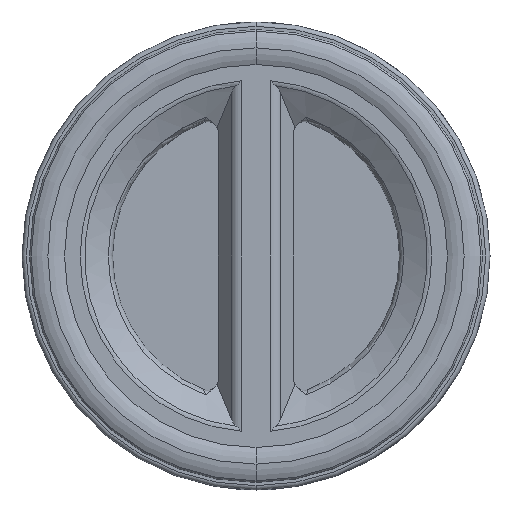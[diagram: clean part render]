
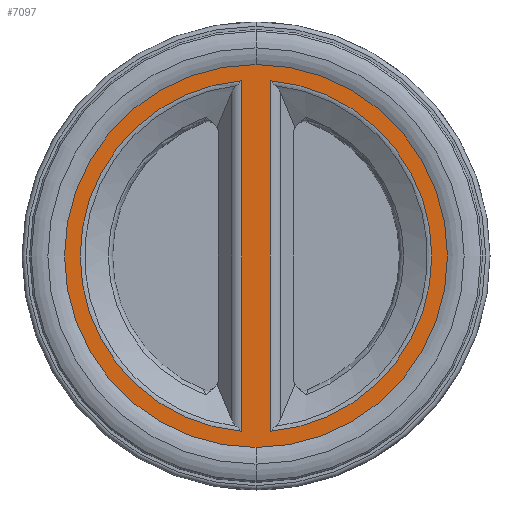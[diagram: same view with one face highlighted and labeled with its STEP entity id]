
A CAD part, front view. The second image highlights one B-rep face of the part: STEP entity #7097.
In plain terms, the highlighted planar face has unit normal (0, -1, 0).
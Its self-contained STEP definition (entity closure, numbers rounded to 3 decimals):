
#243 = VECTOR ( 'NONE', #38028, 1000. ) ;
#2476 = LINE ( 'NONE', #2477, #41012 ) ;
#2477 = CARTESIAN_POINT ( 'NONE',  ( 6.628, -78., -500000. ) ) ;
#2478 = DIRECTION ( 'NONE',  ( 0., 0., 1. ) ) ;
#2608 = CARTESIAN_POINT ( 'NONE',  ( -6.628, -78., 81.256 ) ) ;
#2729 = CARTESIAN_POINT ( 'NONE',  ( -6.628, -78., -81.256 ) ) ;
#2829 = EDGE_LOOP ( 'NONE', ( #26027, #26028 ) ) ;
#2910 = CARTESIAN_POINT ( 'NONE',  ( 6.628, -78., 81.256 ) ) ;
#2938 = CARTESIAN_POINT ( 'NONE',  ( 6.628, -78., -81.256 ) ) ;
#2992 = CARTESIAN_POINT ( 'NONE',  ( 0., -78., 88.78 ) ) ;
#2994 = EDGE_LOOP ( 'NONE', ( #26033, #26031 ) ) ;
#3076 = CARTESIAN_POINT ( 'NONE',  ( 0., -78., -88.78 ) ) ;
#3225 = EDGE_LOOP ( 'NONE', ( #26029, #26030 ) ) ;
#7097 = ADVANCED_FACE ( 'NONE', ( #12398, #12101, #13114 ), #14481, .F. ) ;
#10138 = AXIS2_PLACEMENT_3D ( 'NONE', #26708, #26710, #26712 ) ;
#11575 = CIRCLE ( 'NONE', #41008, 81.526 ) ;
#11576 = CIRCLE ( 'NONE', #41066, 81.526 ) ;
#11577 = CIRCLE ( 'NONE', #41026, 88.78 ) ;
#12101 = FACE_BOUND ( 'NONE', #3225, .T. ) ;
#12358 = AXIS2_PLACEMENT_3D ( 'NONE', #14480, #14478, #14477 ) ;
#12398 = FACE_BOUND ( 'NONE', #2994, .T. ) ;
#13114 = FACE_OUTER_BOUND ( 'NONE', #2829, .T. ) ;
#14477 = DIRECTION ( 'NONE',  ( 0., 0., 1. ) ) ;
#14478 = DIRECTION ( 'NONE',  ( 0., 1., 0. ) ) ;
#14480 = CARTESIAN_POINT ( 'NONE',  ( 0., -78., 0. ) ) ;
#14481 = PLANE ( 'NONE',  #12358 ) ;
#18329 = EDGE_CURVE ( 'NONE', #39311, #39113, #35139, .T. ) ;
#26027 = ORIENTED_EDGE ( 'NONE', *, *, #18329, .T. ) ;
#26028 = ORIENTED_EDGE ( 'NONE', *, *, #32548, .T. ) ;
#26029 = ORIENTED_EDGE ( 'NONE', *, *, #32536, .F. ) ;
#26030 = ORIENTED_EDGE ( 'NONE', *, *, #32680, .T. ) ;
#26031 = ORIENTED_EDGE ( 'NONE', *, *, #32534, .F. ) ;
#26033 = ORIENTED_EDGE ( 'NONE', *, *, #32535, .F. ) ;
#26708 = CARTESIAN_POINT ( 'NONE',  ( 0., -78., 0. ) ) ;
#26710 = DIRECTION ( 'NONE',  ( 0., -1., 0. ) ) ;
#26712 = DIRECTION ( 'NONE',  ( 0., 0., -1. ) ) ;
#32534 = EDGE_CURVE ( 'NONE', #35835, #35450, #38026, .T. ) ;
#32535 = EDGE_CURVE ( 'NONE', #35450, #35835, #11576, .T. ) ;
#32536 = EDGE_CURVE ( 'NONE', #36201, #36142, #11575, .T. ) ;
#32548 = EDGE_CURVE ( 'NONE', #39113, #39311, #11577, .T. ) ;
#32680 = EDGE_CURVE ( 'NONE', #36201, #36142, #2476, .T. ) ;
#35139 = CIRCLE ( 'NONE', #10138, 88.78 ) ;
#35450 = VERTEX_POINT ( 'NONE', #2608 ) ;
#35835 = VERTEX_POINT ( 'NONE', #2729 ) ;
#36142 = VERTEX_POINT ( 'NONE', #2910 ) ;
#36201 = VERTEX_POINT ( 'NONE', #2938 ) ;
#38022 = CARTESIAN_POINT ( 'NONE',  ( 0., -78., 0. ) ) ;
#38026 = LINE ( 'NONE', #38027, #243 ) ;
#38027 = CARTESIAN_POINT ( 'NONE',  ( -6.628, -78., -500000. ) ) ;
#38028 = DIRECTION ( 'NONE',  ( 0., 0., 1. ) ) ;
#38029 = DIRECTION ( 'NONE',  ( 0., -1., 0. ) ) ;
#38030 = DIRECTION ( 'NONE',  ( 0., 0., -1. ) ) ;
#38031 = CARTESIAN_POINT ( 'NONE',  ( 0., -78., 0. ) ) ;
#38032 = DIRECTION ( 'NONE',  ( 0., -1., 0. ) ) ;
#38033 = DIRECTION ( 'NONE',  ( 0., 0., -1. ) ) ;
#38099 = CARTESIAN_POINT ( 'NONE',  ( 0., -78., 0. ) ) ;
#38109 = DIRECTION ( 'NONE',  ( 0., -1., 0. ) ) ;
#38110 = DIRECTION ( 'NONE',  ( 0., 0., -1. ) ) ;
#39113 = VERTEX_POINT ( 'NONE', #2992 ) ;
#39311 = VERTEX_POINT ( 'NONE', #3076 ) ;
#41008 = AXIS2_PLACEMENT_3D ( 'NONE', #38031, #38032, #38033 ) ;
#41012 = VECTOR ( 'NONE', #2478, 1000. ) ;
#41026 = AXIS2_PLACEMENT_3D ( 'NONE', #38099, #38109, #38110 ) ;
#41066 = AXIS2_PLACEMENT_3D ( 'NONE', #38022, #38029, #38030 ) ;
